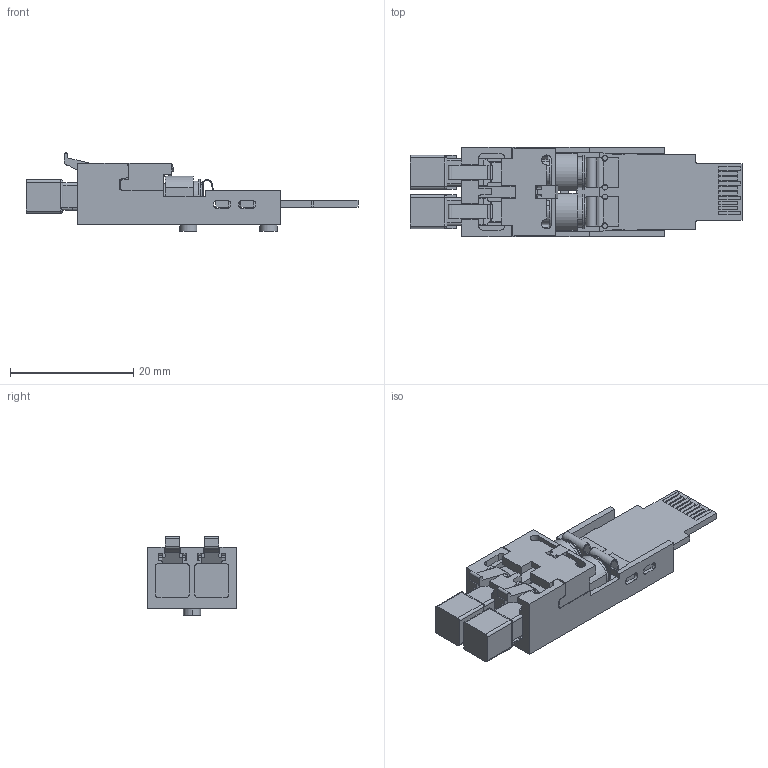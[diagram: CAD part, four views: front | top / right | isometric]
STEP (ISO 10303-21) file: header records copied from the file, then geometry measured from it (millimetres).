
FILE_DESCRIPTION((''),'2;1');
FILE_NAME('PCBM_VTRx-V2.0_Part1.stp','2013-08-21T15:33:27',(''),(''),'Mechanical Desktop 2011','Mechanical Desktop 2011',', , ');
FILE_SCHEMA(('AUTOMOTIVE_DESIGN { 1 2 10303 214 1 1 1 1 }'));
Length unit declared in the file: millimetre
Products named in the file (1): Product
Bounding box: 53.9 x 14.5 x 12.71 mm (x, y, z)
Volume: 3259.2 mm3; surface area: 5325.4 mm2
Topology: 31 solids, 31 shells, 746 faces, 1955 edges, 1276 vertices
Faces by surface type: plane 479, cylinder 223, sphere 20, cone 12, torus 12
Entity records: 23355 total; most frequent: CARTESIAN_POINT 4442, DIRECTION 3935, ORIENTED_EDGE 3894, EDGE_CURVE 1947, VECTOR 1413, LINE 1413, VERTEX_POINT 1276, AXIS2_PLACEMENT_3D 1261
